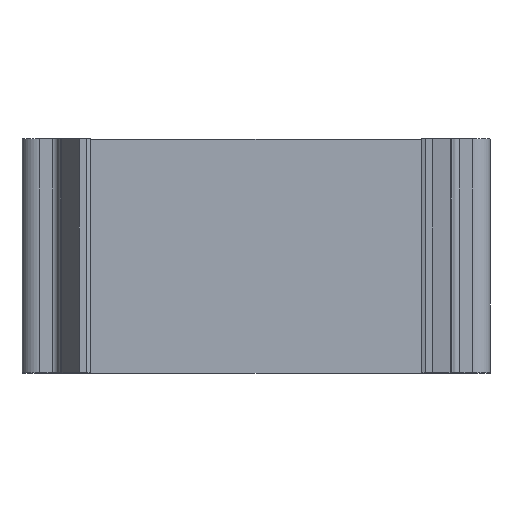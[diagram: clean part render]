
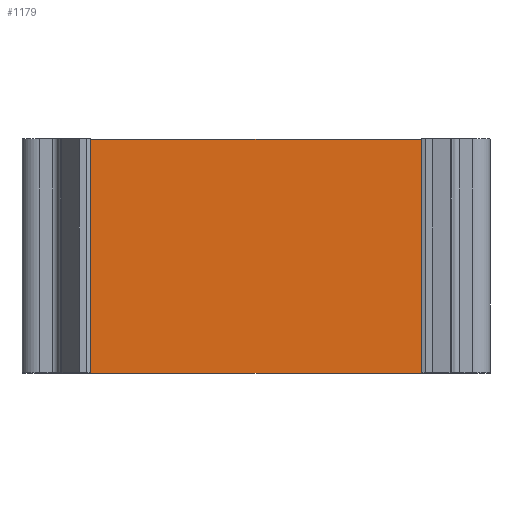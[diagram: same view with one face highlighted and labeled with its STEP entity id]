
A CAD part, top view. The second image highlights one B-rep face of the part: STEP entity #1179.
In plain terms, the highlighted planar face has unit normal (0, 0, 1).
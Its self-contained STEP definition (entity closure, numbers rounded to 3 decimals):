
#12 = LINE ( 'NONE', #469, #559 ) ;
#25 = PLANE ( 'NONE',  #1196 ) ;
#100 = ORIENTED_EDGE ( 'NONE', *, *, #273, .T. ) ;
#128 = CARTESIAN_POINT ( 'NONE',  ( 16., -10., -18.5 ) ) ;
#130 = EDGE_CURVE ( 'NONE', #1051, #217, #1310, .T. ) ;
#182 = CARTESIAN_POINT ( 'NONE',  ( 16., 10., -18.5 ) ) ;
#197 = EDGE_CURVE ( 'NONE', #728, #878, #1134, .T. ) ;
#217 = VERTEX_POINT ( 'NONE', #823 ) ;
#253 = ORIENTED_EDGE ( 'NONE', *, *, #902, .T. ) ;
#273 = EDGE_CURVE ( 'NONE', #217, #728, #12, .T. ) ;
#469 = CARTESIAN_POINT ( 'NONE',  ( -8., 10., -18.5 ) ) ;
#523 = VECTOR ( 'NONE', #1320, 1000. ) ;
#542 = VECTOR ( 'NONE', #1282, 1000. ) ;
#559 = VECTOR ( 'NONE', #572, 1000. ) ;
#572 = DIRECTION ( 'NONE',  ( -1., 0., 0. ) ) ;
#694 = CARTESIAN_POINT ( 'NONE',  ( -16., -10., -18.5 ) ) ;
#728 = VERTEX_POINT ( 'NONE', #1410 ) ;
#758 = FACE_OUTER_BOUND ( 'NONE', #1443, .T. ) ;
#779 = CARTESIAN_POINT ( 'NONE',  ( -16., 10., -18.5 ) ) ;
#823 = CARTESIAN_POINT ( 'NONE',  ( 16., 10., -18.5 ) ) ;
#878 = VERTEX_POINT ( 'NONE', #694 ) ;
#902 = EDGE_CURVE ( 'NONE', #878, #1051, #1291, .T. ) ;
#1003 = DIRECTION ( 'NONE',  ( 1., 0., 0. ) ) ;
#1016 = CARTESIAN_POINT ( 'NONE',  ( -8., 10., -18.5 ) ) ;
#1046 = DIRECTION ( 'NONE',  ( 0., -1., 0. ) ) ;
#1051 = VERTEX_POINT ( 'NONE', #128 ) ;
#1134 = LINE ( 'NONE', #779, #1173 ) ;
#1173 = VECTOR ( 'NONE', #1046, 1000. ) ;
#1179 = ADVANCED_FACE ( 'NONE', ( #758 ), #25, .T. ) ;
#1196 = AXIS2_PLACEMENT_3D ( 'NONE', #1016, #1257, #1003 ) ;
#1198 = ORIENTED_EDGE ( 'NONE', *, *, #197, .T. ) ;
#1257 = DIRECTION ( 'NONE',  ( 0., 0., 1. ) ) ;
#1282 = DIRECTION ( 'NONE',  ( 0., 1., 0. ) ) ;
#1291 = LINE ( 'NONE', #1578, #523 ) ;
#1310 = LINE ( 'NONE', #182, #542 ) ;
#1320 = DIRECTION ( 'NONE',  ( 1., 0., 0. ) ) ;
#1410 = CARTESIAN_POINT ( 'NONE',  ( -16., 10., -18.5 ) ) ;
#1443 = EDGE_LOOP ( 'NONE', ( #100, #1198, #253, #1580 ) ) ;
#1578 = CARTESIAN_POINT ( 'NONE',  ( -8., -10., -18.5 ) ) ;
#1580 = ORIENTED_EDGE ( 'NONE', *, *, #130, .T. ) ;
